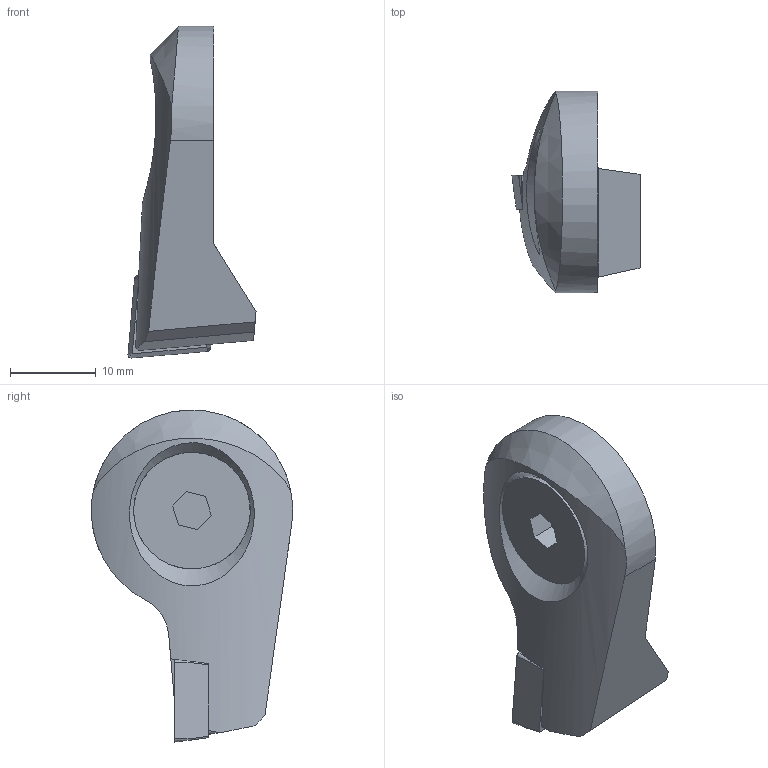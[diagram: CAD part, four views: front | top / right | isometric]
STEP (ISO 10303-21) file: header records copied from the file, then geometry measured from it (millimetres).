
FILE_DESCRIPTION(/* description */ (''),/* implementation_level */ '2;1');
FILE_NAME(/* name */ '1551794687109.stp',/* time_stamp */ '2019-03-05T15:05:03+01:00',/* author */ (''),/* organization */ ('SMS'),/* preprocessor_version */ 'ST-DEVELOPER v15',/* originating_system */ 'SIEMENS PLM Software NX 8.5',/* authorisation */ '');
FILE_SCHEMA (('AUTOMOTIVE_DESIGN { 1 0 10303 214 3 1 1 1 }'));
Length unit declared in the file: millimetre
Products named in the file (4): 200998958mod000_02; ASSEMBLY_CONSTRUCTION; 202215865mod000_00; 111169147mod000_01
Assembly tree (3 placements, depth 2):
  111169147mod000_01
    202215865mod000_00
    ASSEMBLY_CONSTRUCTION
    200998958mod000_02
Bounding box: 14.94 x 23.49 x 38.74 mm (x, y, z)
Volume: 4717.1 mm3; surface area: 2520.5 mm2
Topology: 2 solids, 2 shells, 51 faces, 131 edges, 97 vertices
Faces by surface type: plane 26, cone 8, cylinder 8, extrusion 5, torus 4
Full cylindrical faces by diameter (mm): 4.4 x2, 13.6 x1
Entity records: 1880 total; most frequent: CARTESIAN_POINT 500, DIRECTION 262, ORIENTED_EDGE 228, EDGE_CURVE 114, AXIS2_PLACEMENT_3D 94, VERTEX_POINT 80, VECTOR 74, LINE 69
